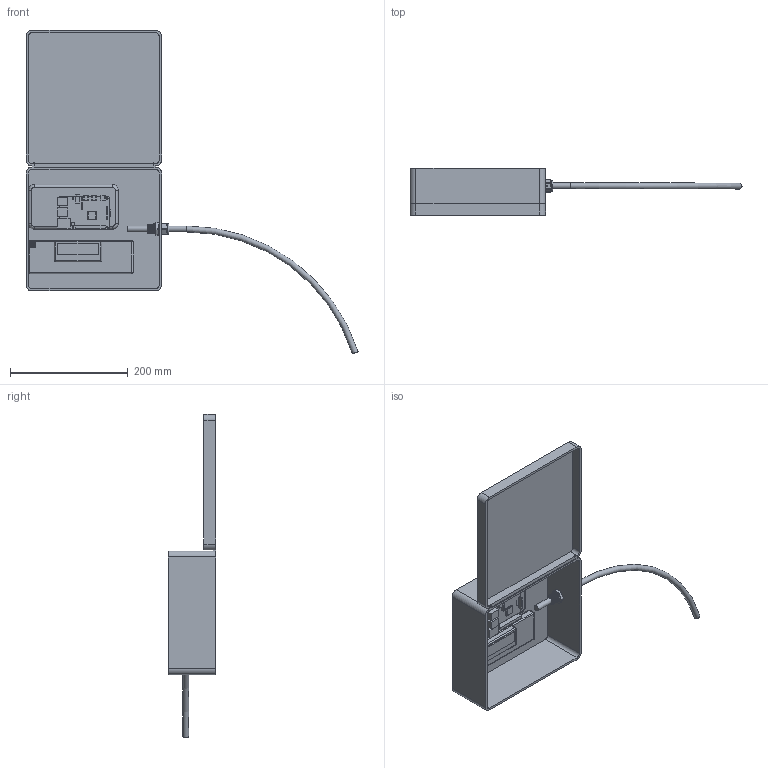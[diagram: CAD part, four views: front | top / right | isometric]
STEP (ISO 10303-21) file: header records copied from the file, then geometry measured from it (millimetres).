
FILE_DESCRIPTION(/* description */ (''),/* implementation_level */ '2;1');
FILE_NAME(/* name */ 'Electronics Box-V1.stp',/* time_stamp */ '2026-02-17T13:40:47-05:00',/* author */ ('evanheyes'),/* organization */ (''),/* preprocessor_version */ 'ST-DEVELOPER v20',/* originating_system */ 'Autodesk Inventor 2025',/* authorisation */ '');
FILE_SCHEMA (('AUTOMOTIVE_DESIGN { 1 0 10303 214 3 1 1 }'));
Products named in the file (21): Electronics Box; RPi_4_dummy_v2; Baseplate; Power USB C; Micro HDMI 2; 3.5 mm Audio; Micro HDMI 1; USB 2.0; Display; Processor; Ethernet ; Kamera; GPIO 40; USB 3.0; PoE; LCD; Breadboard; Battery; Box; 69915K51_Plastic Submersible Cord Grip; COM Core
Assembly tree (20 placements, depth 3):
  Electronics Box
    RPi_4_dummy_v2
      Baseplate
      Power USB C
      Micro HDMI 2
      3.5 mm Audio
      Micro HDMI 1
      USB 2.0
      Display
      Processor
      Ethernet 
      Kamera
      GPIO 40
      USB 3.0
      PoE
    LCD
    Breadboard
    Battery
    Box
    69915K51_Plastic Submersible Cord Grip
    COM Core
Bounding box: 563.44 x 80 x 548.51 mm (x, y, z)
Volume: 1158954.8 mm3; surface area: 471136 mm2
Topology: 23 solids, 23 shells, 834 faces, 1961 edges, 1279 vertices
Faces by surface type: plane 674, cylinder 91, cone 35, bspline 14, sphere 11, torus 9
Full cylindrical faces by diameter (mm): 2.7 x4, 6 x1, 8 x2, 8.2 x1, 10 x1, 11.2 x2, 12.7 x1, 13.567 x2
Entity records: 32885 total; most frequent: CARTESIAN_POINT 12704, ORIENTED_EDGE 3922, DIRECTION 3847, EDGE_CURVE 1961, LINE 1649, VECTOR 1649, VERTEX_POINT 1279, AXIS2_PLACEMENT_3D 1099
